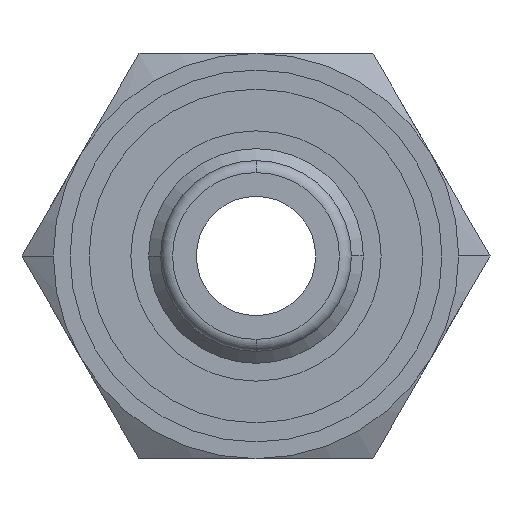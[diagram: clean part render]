
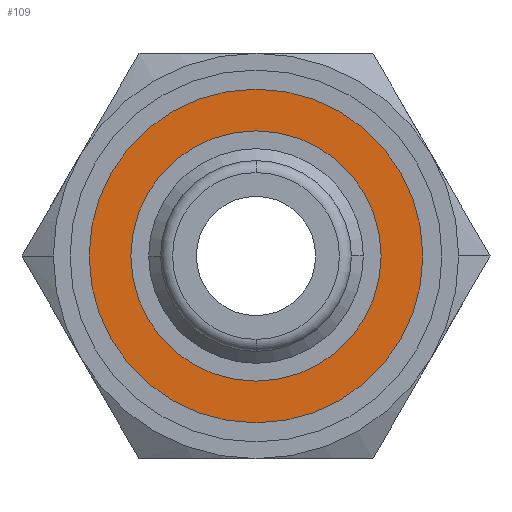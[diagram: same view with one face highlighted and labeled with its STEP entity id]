
A CAD part, front view. The second image highlights one B-rep face of the part: STEP entity #109.
In plain terms, the highlighted planar face has unit normal (0, -1, 0).
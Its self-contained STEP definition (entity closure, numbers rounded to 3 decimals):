
#109=ADVANCED_FACE('',(#255,#256),#257,.T.);
#255=FACE_BOUND('',#440,.T.);
#256=FACE_OUTER_BOUND('',#441,.T.);
#257=PLANE('',#442);
#440=EDGE_LOOP('',(#694,#695));
#441=EDGE_LOOP('',(#696,#697));
#442=AXIS2_PLACEMENT_3D('',#698,#699,#700);
#694=ORIENTED_EDGE('',*,*,#1115,.T.);
#695=ORIENTED_EDGE('',*,*,#1116,.T.);
#696=ORIENTED_EDGE('',*,*,#1101,.T.);
#697=ORIENTED_EDGE('',*,*,#1117,.T.);
#698=CARTESIAN_POINT('',(0.0,23.5,0.0));
#699=DIRECTION('',(0.0,-1.0,0.0));
#700=DIRECTION('',(-1.0,0.0,0.0));
#1101=EDGE_CURVE('',#1308,#1313,#1315,.T.);
#1115=EDGE_CURVE('',#1338,#1339,#1340,.T.);
#1116=EDGE_CURVE('',#1339,#1338,#1341,.T.);
#1117=EDGE_CURVE('',#1313,#1308,#1342,.T.);
#1308=VERTEX_POINT('',#1646);
#1313=VERTEX_POINT('',#1652);
#1315=CIRCLE('',#1655,7.0);
#1338=VERTEX_POINT('',#1726);
#1339=VERTEX_POINT('',#1727);
#1340=CIRCLE('',#1728,5.25);
#1341=CIRCLE('',#1729,5.25);
#1342=CIRCLE('',#1730,7.0);
#1646=CARTESIAN_POINT('',(7.0,23.5,0.0));
#1652=CARTESIAN_POINT('',(-7.0,23.5,0.));
#1655=AXIS2_PLACEMENT_3D('',#2104,#2105,#2106);
#1726=CARTESIAN_POINT('',(-5.25,23.5,0.));
#1727=CARTESIAN_POINT('',(5.25,23.5,0.));
#1728=AXIS2_PLACEMENT_3D('',#2117,#2118,#2119);
#1729=AXIS2_PLACEMENT_3D('',#2120,#2121,#2122);
#1730=AXIS2_PLACEMENT_3D('',#2123,#2124,#2125);
#2104=CARTESIAN_POINT('',(0.0,23.5,0.0));
#2105=DIRECTION('',(0.0,-1.0,0.0));
#2106=DIRECTION('',(1.0,0.0,0.0));
#2117=CARTESIAN_POINT('',(0.0,23.5,0.0));
#2118=DIRECTION('',(-0.0,1.0,0.0));
#2119=DIRECTION('',(1.0,0.0,0.0));
#2120=CARTESIAN_POINT('',(0.0,23.5,0.0));
#2121=DIRECTION('',(-0.0,1.0,0.0));
#2122=DIRECTION('',(1.0,0.0,0.0));
#2123=CARTESIAN_POINT('',(0.0,23.5,0.0));
#2124=DIRECTION('',(0.0,-1.0,0.0));
#2125=DIRECTION('',(1.0,0.0,0.0));
